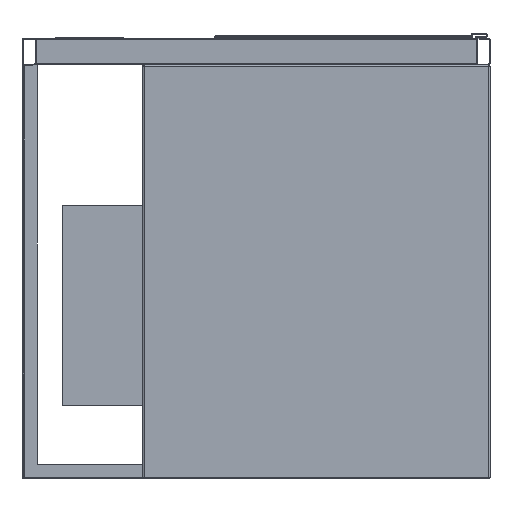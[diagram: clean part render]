
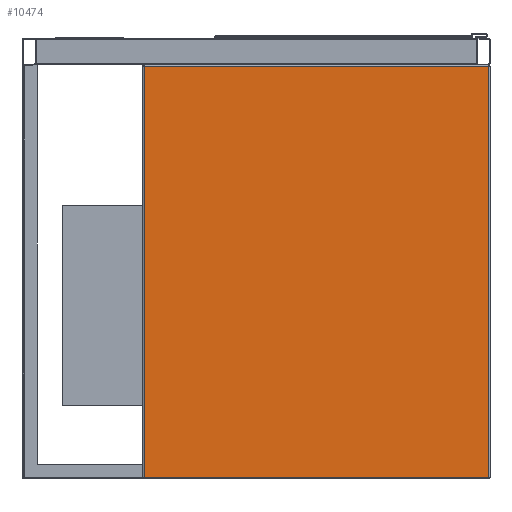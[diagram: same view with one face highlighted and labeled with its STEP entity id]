
A CAD part, front view. The second image highlights one B-rep face of the part: STEP entity #10474.
In plain terms, the highlighted planar face has unit normal (0, -1, 0).
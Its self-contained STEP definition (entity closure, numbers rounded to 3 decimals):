
#1701 = FACE_OUTER_BOUND ( 'NONE', #9416, .T. ) ;
#3495 = ORIENTED_EDGE ( 'NONE', *, *, #20825, .T. ) ;
#6180 = VECTOR ( 'NONE', #19045, 1000. ) ;
#6847 = VECTOR ( 'NONE', #26693, 1000. ) ;
#7002 = CARTESIAN_POINT ( 'NONE',  ( 258., -280., -658. ) ) ;
#7070 = CARTESIAN_POINT ( 'NONE',  ( -258., -280., -660. ) ) ;
#7892 = EDGE_CURVE ( 'NONE', #20029, #27506, #27012, .T. ) ;
#7982 = CARTESIAN_POINT ( 'NONE',  ( -258., -280., -658. ) ) ;
#9219 = VECTOR ( 'NONE', #26041, 1000. ) ;
#9416 = EDGE_LOOP ( 'NONE', ( #28649, #15044, #27200, #3495 ) ) ;
#10474 = ADVANCED_FACE ( 'Fl�che8', ( #1701 ), #11658, .T. ) ;
#11491 = DIRECTION ( 'NONE',  ( 0., -1., 0. ) ) ;
#11658 = PLANE ( 'NONE',  #22150 ) ;
#12110 = DIRECTION ( 'NONE',  ( 1., 0., 0. ) ) ;
#12191 = EDGE_CURVE ( 'NONE', #27130, #20029, #13958, .T. ) ;
#13290 = LINE ( 'NONE', #13613, #20548 ) ;
#13613 = CARTESIAN_POINT ( 'NONE',  ( -260., -280., -658. ) ) ;
#13958 = LINE ( 'NONE', #31099, #9219 ) ;
#15044 = ORIENTED_EDGE ( 'NONE', *, *, #7892, .T. ) ;
#19045 = DIRECTION ( 'NONE',  ( 0., 0., 1. ) ) ;
#20029 = VERTEX_POINT ( 'NONE', #25881 ) ;
#20548 = VECTOR ( 'NONE', #12110, 1000. ) ;
#20825 = EDGE_CURVE ( 'NONE', #25939, #27130, #21498, .T. ) ;
#21498 = LINE ( 'NONE', #31452, #6180 ) ;
#21638 = CARTESIAN_POINT ( 'NONE',  ( -260., -280., -660. ) ) ;
#22150 = AXIS2_PLACEMENT_3D ( 'NONE', #21638, #11491, #24246 ) ;
#24246 = DIRECTION ( 'NONE',  ( 0., 0., -1. ) ) ;
#24506 = CARTESIAN_POINT ( 'NONE',  ( 258., -280., -42. ) ) ;
#25881 = CARTESIAN_POINT ( 'NONE',  ( -258., -280., -42. ) ) ;
#25939 = VERTEX_POINT ( 'NONE', #7002 ) ;
#26041 = DIRECTION ( 'NONE',  ( -1., 0., 0. ) ) ;
#26688 = EDGE_CURVE ( 'NONE', #27506, #25939, #13290, .T. ) ;
#26693 = DIRECTION ( 'NONE',  ( 0., 0., -1. ) ) ;
#27012 = LINE ( 'NONE', #7070, #6847 ) ;
#27130 = VERTEX_POINT ( 'NONE', #24506 ) ;
#27200 = ORIENTED_EDGE ( 'NONE', *, *, #26688, .T. ) ;
#27506 = VERTEX_POINT ( 'NONE', #7982 ) ;
#28649 = ORIENTED_EDGE ( 'NONE', *, *, #12191, .T. ) ;
#31099 = CARTESIAN_POINT ( 'NONE',  ( -260., -280., -42. ) ) ;
#31452 = CARTESIAN_POINT ( 'NONE',  ( 258., -280., -660. ) ) ;
